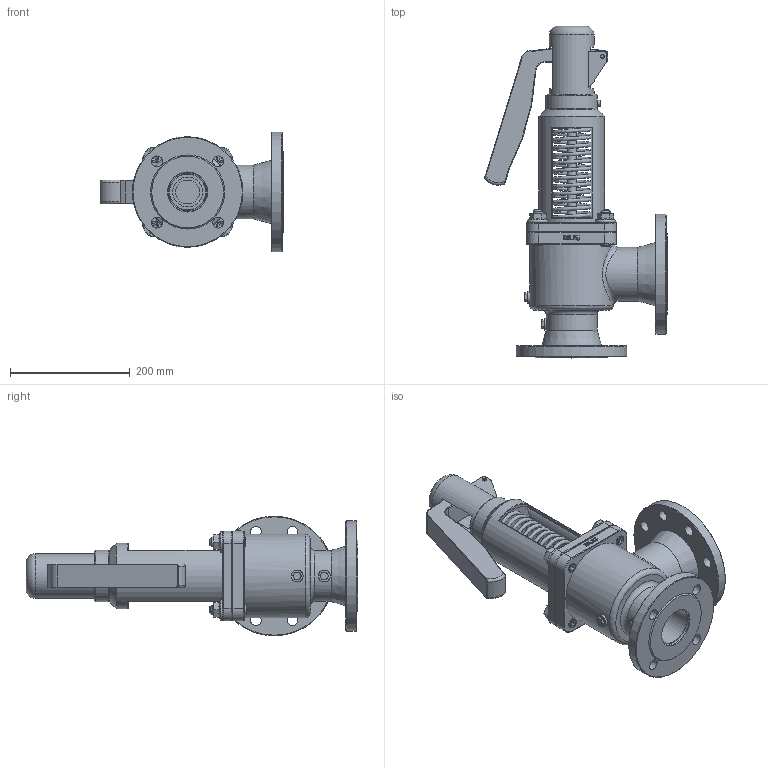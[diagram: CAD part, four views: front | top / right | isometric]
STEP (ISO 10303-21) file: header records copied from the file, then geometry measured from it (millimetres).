
FILE_DESCRIPTION(/* description */ (''),/* implementation_level */ '2;1');
FILE_NAME(/* name */ 'DN65_3D_STEP.stp',/* time_stamp */ '2023-12-21T10:54:56+03:00',/* author */ ('igorr'),/* organization */ (''),/* preprocessor_version */ 'ST-DEVELOPER v19.2',/* originating_system */ 'Autodesk Inventor 2023',/* authorisation */ '');
FILE_SCHEMA (('AUTOMOTIVE_DESIGN { 1 0 10303 214 3 1 1 }'));
Length unit declared in the file: millimetre
Products named in the file (9): Сборка; Деталь1; Деталь2; Деталь3; Деталь4; Деталь5; AS 1110 - M8 x 12; AS 1421 - M16 x 60 засверленный 
конец; DIN 6923 - M16
Assembly tree (15 placements, depth 2):
  Сборка
    Деталь1
    Деталь2
    Деталь3
    Деталь4
    Деталь5
    AS 1110 - M8 x 12  x2
    AS 1421 - M16 x 60 засверленный 
конец  x4
    DIN 6923 - M16  x4
Bounding box: 305.39 x 555 x 200 mm (x, y, z)
Volume: 3916017.3 mm3; surface area: 730147.9 mm2
Topology: 16 solids, 16 shells, 525 faces, 1229 edges, 773 vertices
Faces by surface type: plane 242, cylinder 125, cone 79, torus 47, bspline 32
Full cylindrical faces by diameter (mm): 5 x2, 7 x2, 7.81 x1, 8 x2, 10 x5, 13 x2, 13.835 x4, 14 x8, 15 x1, 16 x4, 18 x12, 20 x3, 40 x2, 50 x1, 60 x3, 61.633 x2, 65 x1, 70 x3, 75 x1, 76 x2, 80 x1, 85 x2, 86 x1, 90 x1, 100 x1, 110 x1, 120 x1, 130 x1, 185 x1, 200 x1
Entity records: 15449 total; most frequent: CARTESIAN_POINT 5710, DIRECTION 1906, ORIENTED_EDGE 1820, EDGE_CURVE 910, AXIS2_PLACEMENT_3D 750, VERTEX_POINT 581, EDGE_LOOP 491, LINE 406
